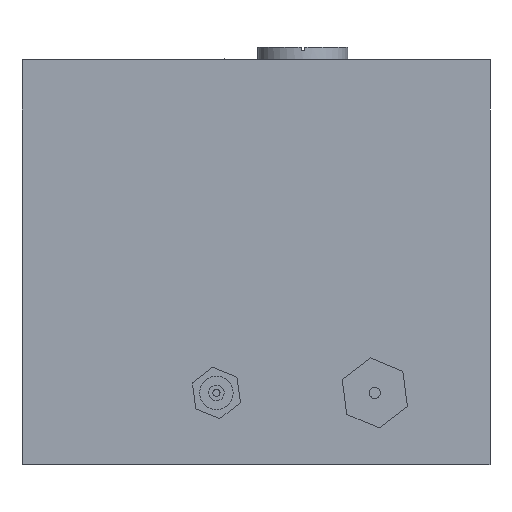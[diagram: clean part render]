
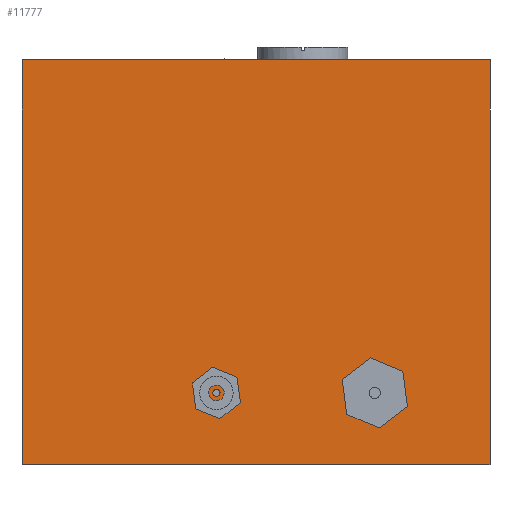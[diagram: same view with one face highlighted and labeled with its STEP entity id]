
A CAD part, left-side view. The second image highlights one B-rep face of the part: STEP entity #11777.
In plain terms, the highlighted planar face has unit normal (-1, 0, 0).
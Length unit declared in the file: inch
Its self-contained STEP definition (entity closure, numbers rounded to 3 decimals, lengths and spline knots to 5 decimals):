
#165 = CARTESIAN_POINT ( 'NONE',  ( -1.15, 0.65, 1.125 ) ) ;
#221 = CARTESIAN_POINT ( 'NONE',  ( -1.15, 0.65, 0. ) ) ;
#277 = DIRECTION ( 'NONE',  ( 0., 0., 1. ) ) ;
#813 = CARTESIAN_POINT ( 'NONE',  ( -1.15, 0.65, 1.125 ) ) ;
#980 = VECTOR ( 'NONE', #11402, 39.37008 ) ;
#2057 = DIRECTION ( 'NONE',  ( 0., -1., 0. ) ) ;
#2463 = DIRECTION ( 'NONE',  ( 0., 0., 1. ) ) ;
#2524 = ORIENTED_EDGE ( 'NONE', *, *, #18326, .T. ) ;
#3097 = VERTEX_POINT ( 'NONE', #16540 ) ;
#3199 = DIRECTION ( 'NONE',  ( -1., 0., 0. ) ) ;
#3406 = AXIS2_PLACEMENT_3D ( 'NONE', #22837, #4003, #277 ) ;
#3585 = CIRCLE ( 'NONE', #7430, 0.01 ) ;
#4003 = DIRECTION ( 'NONE',  ( -1., 0., 0. ) ) ;
#4014 = DIRECTION ( 'NONE',  ( 1., 0., 0. ) ) ;
#4529 = ORIENTED_EDGE ( 'NONE', *, *, #10340, .T. ) ;
#4569 = ORIENTED_EDGE ( 'NONE', *, *, #7698, .F. ) ;
#4741 = VERTEX_POINT ( 'NONE', #7404 ) ;
#4940 = FACE_BOUND ( 'NONE', #12555, .T. ) ;
#4952 = ORIENTED_EDGE ( 'NONE', *, *, #17584, .F. ) ;
#5220 = VERTEX_POINT ( 'NONE', #8899 ) ;
#5533 = VERTEX_POINT ( 'NONE', #21696 ) ;
#6101 = FACE_OUTER_BOUND ( 'NONE', #23139, .T. ) ;
#6208 = CARTESIAN_POINT ( 'NONE',  ( -1.15, -0.65, 1.125 ) ) ;
#6610 = ORIENTED_EDGE ( 'NONE', *, *, #9901, .F. ) ;
#6746 = LINE ( 'NONE', #9184, #980 ) ;
#7330 = VECTOR ( 'NONE', #10349, 39.37008 ) ;
#7344 = LINE ( 'NONE', #813, #8752 ) ;
#7404 = CARTESIAN_POINT ( 'NONE',  ( -1.15, -0.65, 0. ) ) ;
#7430 = AXIS2_PLACEMENT_3D ( 'NONE', #15645, #21312, #10124 ) ;
#7534 = CARTESIAN_POINT ( 'NONE',  ( -1.15, 0.65, 1.125 ) ) ;
#7698 = EDGE_CURVE ( 'NONE', #8441, #5220, #17286, .T. ) ;
#8441 = VERTEX_POINT ( 'NONE', #22237 ) ;
#8752 = VECTOR ( 'NONE', #12439, 39.37008 ) ;
#8899 = CARTESIAN_POINT ( 'NONE',  ( -1.15, 0.11, 0.21 ) ) ;
#9184 = CARTESIAN_POINT ( 'NONE',  ( -1.15, -0.65, 1.125 ) ) ;
#9867 = FACE_BOUND ( 'NONE', #12262, .T. ) ;
#9901 = EDGE_CURVE ( 'NONE', #3097, #23650, #23385, .T. ) ;
#10124 = DIRECTION ( 'NONE',  ( 0., 0., 1. ) ) ;
#10340 = EDGE_CURVE ( 'NONE', #18584, #4741, #20805, .T. ) ;
#10349 = DIRECTION ( 'NONE',  ( 0., -1., 0. ) ) ;
#10565 = CARTESIAN_POINT ( 'NONE',  ( -1.15, -0.33, 0.21 ) ) ;
#10615 = ORIENTED_EDGE ( 'NONE', *, *, #23685, .F. ) ;
#11023 = PLANE ( 'NONE',  #22132 ) ;
#11402 = DIRECTION ( 'NONE',  ( 0., 0., -1. ) ) ;
#11777 = ADVANCED_FACE ( 'NONE', ( #9867, #4940, #6101 ), #11023, .F. ) ;
#12262 = EDGE_LOOP ( 'NONE', ( #10615, #19856 ) ) ;
#12439 = DIRECTION ( 'NONE',  ( 0., 0., -1. ) ) ;
#12555 = EDGE_LOOP ( 'NONE', ( #17267, #4569 ) ) ;
#12752 = DIRECTION ( 'NONE',  ( 0., 0., 1. ) ) ;
#13275 = AXIS2_PLACEMENT_3D ( 'NONE', #22180, #3199, #12752 ) ;
#13296 = CIRCLE ( 'NONE', #3406, 0.01 ) ;
#13487 = EDGE_CURVE ( 'NONE', #5220, #8441, #3585, .T. ) ;
#13617 = DIRECTION ( 'NONE',  ( -1., 0., 0. ) ) ;
#15353 = CARTESIAN_POINT ( 'NONE',  ( -1.15, -0.33, 0.2 ) ) ;
#15645 = CARTESIAN_POINT ( 'NONE',  ( -1.15, 0.11, 0.2 ) ) ;
#16540 = CARTESIAN_POINT ( 'NONE',  ( -1.15, 0.65, 1.125 ) ) ;
#17267 = ORIENTED_EDGE ( 'NONE', *, *, #13487, .F. ) ;
#17286 = CIRCLE ( 'NONE', #13275, 0.01 ) ;
#17584 = EDGE_CURVE ( 'NONE', #23650, #4741, #6746, .T. ) ;
#18326 = EDGE_CURVE ( 'NONE', #3097, #18584, #7344, .T. ) ;
#18584 = VERTEX_POINT ( 'NONE', #221 ) ;
#18961 = VECTOR ( 'NONE', #2057, 39.37008 ) ;
#19837 = AXIS2_PLACEMENT_3D ( 'NONE', #15353, #13617, #2463 ) ;
#19856 = ORIENTED_EDGE ( 'NONE', *, *, #22791, .F. ) ;
#20805 = LINE ( 'NONE', #21610, #7330 ) ;
#21312 = DIRECTION ( 'NONE',  ( -1., 0., 0. ) ) ;
#21532 = CIRCLE ( 'NONE', #19837, 0.01 ) ;
#21610 = CARTESIAN_POINT ( 'NONE',  ( -1.15, 0.65, 0. ) ) ;
#21696 = CARTESIAN_POINT ( 'NONE',  ( -1.15, -0.33, 0.19 ) ) ;
#21962 = VERTEX_POINT ( 'NONE', #10565 ) ;
#22132 = AXIS2_PLACEMENT_3D ( 'NONE', #7534, #4014, #22929 ) ;
#22180 = CARTESIAN_POINT ( 'NONE',  ( -1.15, 0.11, 0.2 ) ) ;
#22237 = CARTESIAN_POINT ( 'NONE',  ( -1.15, 0.11, 0.19 ) ) ;
#22791 = EDGE_CURVE ( 'NONE', #5533, #21962, #21532, .T. ) ;
#22837 = CARTESIAN_POINT ( 'NONE',  ( -1.15, -0.33, 0.2 ) ) ;
#22929 = DIRECTION ( 'NONE',  ( 0., 1., 0. ) ) ;
#23139 = EDGE_LOOP ( 'NONE', ( #4529, #4952, #6610, #2524 ) ) ;
#23385 = LINE ( 'NONE', #165, #18961 ) ;
#23650 = VERTEX_POINT ( 'NONE', #6208 ) ;
#23685 = EDGE_CURVE ( 'NONE', #21962, #5533, #13296, .T. ) ;
